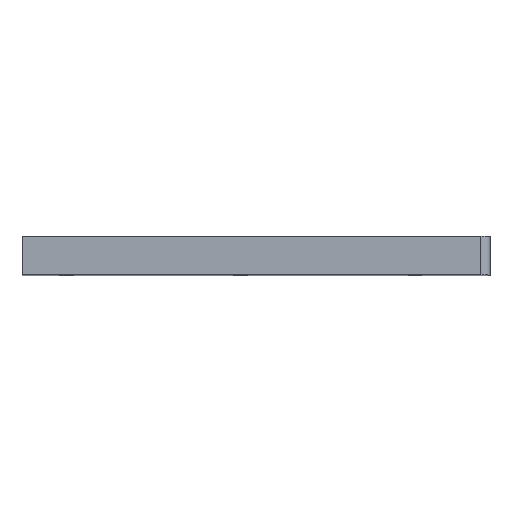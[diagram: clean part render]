
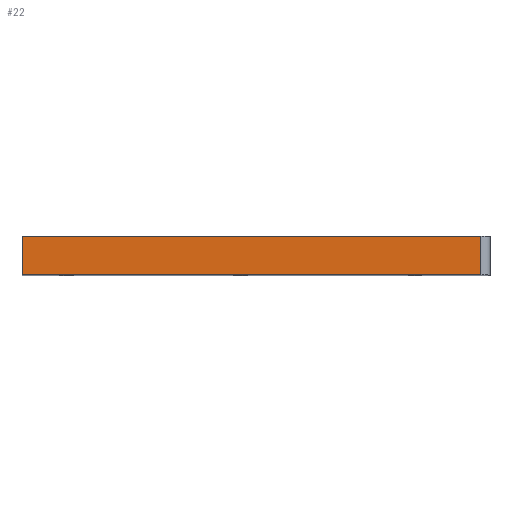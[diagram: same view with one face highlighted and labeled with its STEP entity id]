
A CAD part, top view. The second image highlights one B-rep face of the part: STEP entity #22.
In plain terms, the highlighted planar face has unit normal (0, 0, 1).
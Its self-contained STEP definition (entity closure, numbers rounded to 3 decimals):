
#22 = ADVANCED_FACE ( 'NONE', ( #4713 ), #4298, .F. ) ;
#735 = ORIENTED_EDGE ( 'NONE', *, *, #1654, .F. ) ;
#1000 = ORIENTED_EDGE ( 'NONE', *, *, #3214, .F. ) ;
#1014 = LINE ( 'NONE', #3222, #1764 ) ;
#1068 = CARTESIAN_POINT ( 'NONE',  ( 153., 0., 0. ) ) ;
#1107 = VERTEX_POINT ( 'NONE', #2850 ) ;
#1210 = AXIS2_PLACEMENT_3D ( 'NONE', #4372, #4664, #2118 ) ;
#1283 = LINE ( 'NONE', #1621, #2615 ) ;
#1341 = ORIENTED_EDGE ( 'NONE', *, *, #2251, .F. ) ;
#1621 = CARTESIAN_POINT ( 'NONE',  ( 153., 3., 0. ) ) ;
#1654 = EDGE_CURVE ( 'NONE', #2605, #2150, #1014, .T. ) ;
#1740 = EDGE_CURVE ( 'NONE', #1107, #2605, #3874, .T. ) ;
#1764 = VECTOR ( 'NONE', #4730, 1000. ) ;
#1873 = LINE ( 'NONE', #4070, #3153 ) ;
#1916 = ORIENTED_EDGE ( 'NONE', *, *, #1740, .F. ) ;
#2118 = DIRECTION ( 'NONE',  ( -1., 0., 0. ) ) ;
#2150 = VERTEX_POINT ( 'NONE', #3542 ) ;
#2203 = DIRECTION ( 'NONE',  ( -1., 0., 0. ) ) ;
#2251 = EDGE_CURVE ( 'NONE', #2395, #1107, #1283, .T. ) ;
#2395 = VERTEX_POINT ( 'NONE', #1068 ) ;
#2442 = VECTOR ( 'NONE', #2473, 1000. ) ;
#2473 = DIRECTION ( 'NONE',  ( 1., 0., 0. ) ) ;
#2605 = VERTEX_POINT ( 'NONE', #3085 ) ;
#2615 = VECTOR ( 'NONE', #4231, 1000. ) ;
#2850 = CARTESIAN_POINT ( 'NONE',  ( 153., 12.6, 0. ) ) ;
#3085 = CARTESIAN_POINT ( 'NONE',  ( 303., 12.6, 0. ) ) ;
#3153 = VECTOR ( 'NONE', #2203, 1000. ) ;
#3214 = EDGE_CURVE ( 'NONE', #2150, #2395, #1873, .T. ) ;
#3222 = CARTESIAN_POINT ( 'NONE',  ( 303., 3., 0. ) ) ;
#3542 = CARTESIAN_POINT ( 'NONE',  ( 303., 0., 0. ) ) ;
#3874 = LINE ( 'NONE', #4214, #2442 ) ;
#4070 = CARTESIAN_POINT ( 'NONE',  ( 303., 0., 0. ) ) ;
#4139 = EDGE_LOOP ( 'NONE', ( #1916, #1341, #1000, #735 ) ) ;
#4214 = CARTESIAN_POINT ( 'NONE',  ( 3., 12.6, 0. ) ) ;
#4231 = DIRECTION ( 'NONE',  ( 0., 1., 0. ) ) ;
#4298 = PLANE ( 'NONE',  #1210 ) ;
#4372 = CARTESIAN_POINT ( 'NONE',  ( 3., 3., 0. ) ) ;
#4664 = DIRECTION ( 'NONE',  ( 0., 0., -1. ) ) ;
#4713 = FACE_OUTER_BOUND ( 'NONE', #4139, .T. ) ;
#4730 = DIRECTION ( 'NONE',  ( 0., -1., 0. ) ) ;
